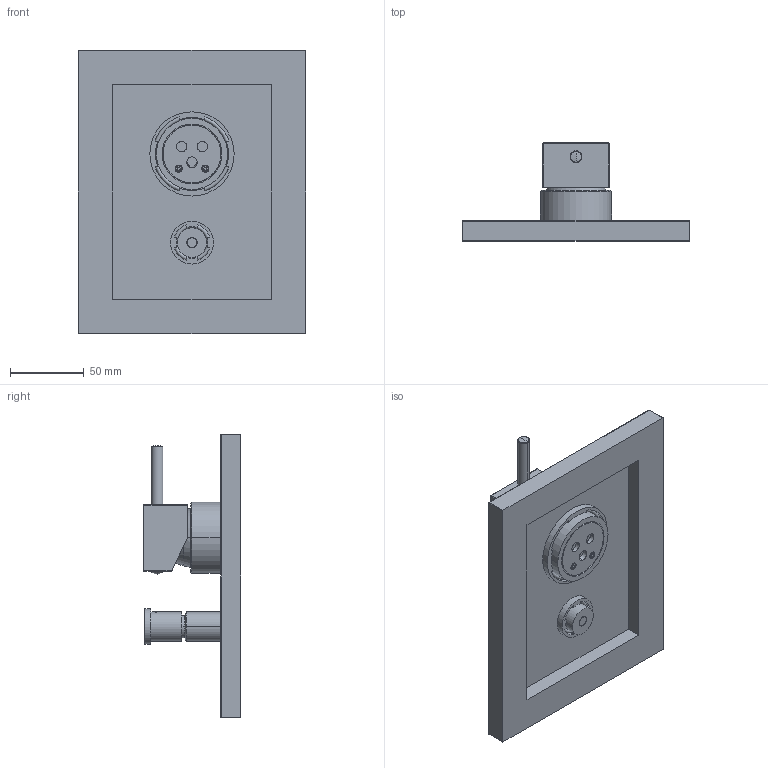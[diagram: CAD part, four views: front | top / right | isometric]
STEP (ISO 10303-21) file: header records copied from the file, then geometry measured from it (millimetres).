
FILE_DESCRIPTION((''),'2;1');
FILE_NAME('LEABOX015CR','2021-11-02T17:17:38',('ut3'),('PAFFONI SpA'),'CREO PARAMETRIC BY PTC INC, 2020044','CREO PARAMETRIC BY PTC INC, 2020044','');
FILE_SCHEMA(('CONFIG_CONTROL_DESIGN','SHAPE_APPEARANCE_LAYERS_GROUPS'));
Length unit declared in the file: millimetre
Products named in the file (1): LEABOX015CR
Bounding box: 154 x 66.1 x 192 mm (x, y, z)
Volume: 322477.8 mm3; surface area: 128382.9 mm2
Topology: 5 solids, 5 shells, 1116 faces, 3006 edges, 1913 vertices
Faces by surface type: plane 681, cylinder 277, torus 74, cone 64, sphere 18, bspline 2
Entity records: 45373 total; most frequent: CARTESIAN_POINT 9174, ORIENTED_EDGE 5984, DIRECTION 5689, EDGE_CURVE 2992, AXIS2_PLACEMENT_3D 1951, VERTEX_POINT 1913, VECTOR 1787, LINE 1787
